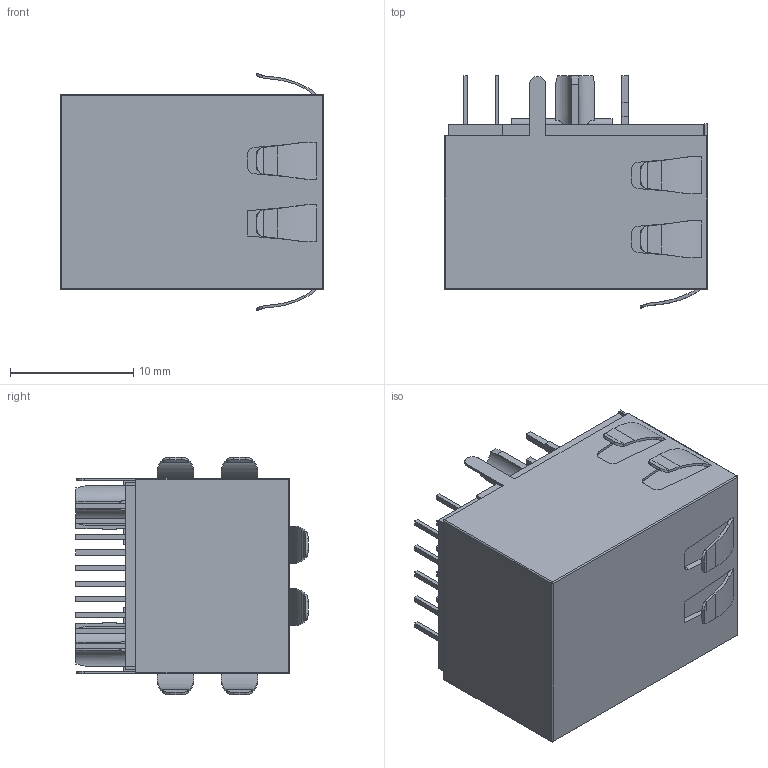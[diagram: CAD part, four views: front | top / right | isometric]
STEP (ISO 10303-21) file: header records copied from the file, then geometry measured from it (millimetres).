
FILE_DESCRIPTION(/* description */ (''),/* implementation_level */ '2;1');
FILE_NAME(/* name */ 'Pulse Electronics JD0-0001NL rev.stp',/* time_stamp */ '2019-05-26T12:10:23-04:00',/* author */ ('Ricardo'),/* organization */ (''),/* preprocessor_version */ 'ST-DEVELOPER v16.5',/* originating_system */ 'Autodesk Inventor 2017',/* authorisation */ '');
FILE_SCHEMA (('AUTOMOTIVE_DESIGN { 1 0 10303 214 3 1 1 }'));
Length unit declared in the file: millimetre
Products named in the file (6): Pulse Electronics JD0-0001NL; JD0-0001NL; yellow led; green led; pins; shell
Assembly tree (5 placements, depth 2):
  Pulse Electronics JD0-0001NL
    JD0-0001NL
    yellow led
    green led
    pins
    shell
Bounding box: 21.35 x 18.88 x 19.26 mm (x, y, z)
Volume: 3261.8 mm3; surface area: 5321 mm2
Topology: 10 solids, 10 shells, 583 faces, 1615 edges, 1068 vertices
Faces by surface type: plane 489, cylinder 90, sphere 4
Entity records: 18704 total; most frequent: CARTESIAN_POINT 3365, ORIENTED_EDGE 3230, DIRECTION 3019, EDGE_CURVE 1615, LINE 1383, VECTOR 1383, VERTEX_POINT 1068, AXIS2_PLACEMENT_3D 818
